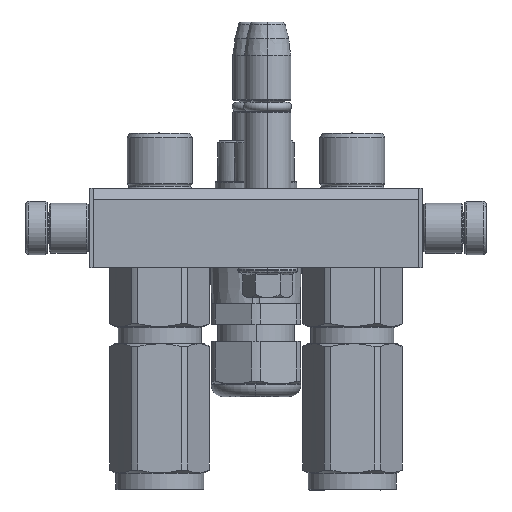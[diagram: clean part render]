
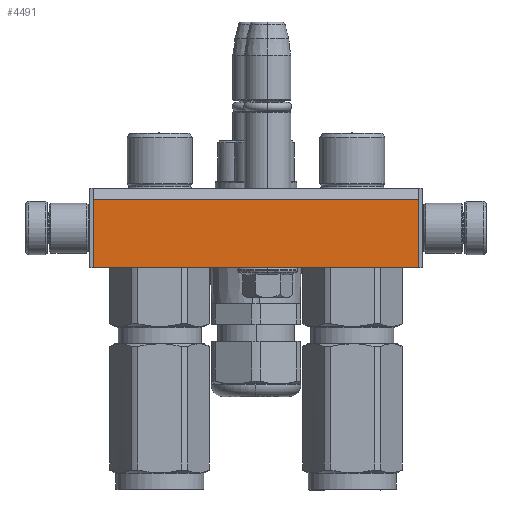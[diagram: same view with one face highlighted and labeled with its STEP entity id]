
A CAD part, left-side view. The second image highlights one B-rep face of the part: STEP entity #4491.
In plain terms, the highlighted face is planar.
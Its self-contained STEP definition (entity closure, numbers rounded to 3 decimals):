
#920 = VECTOR ( 'NONE', #35909, 1000. ) ;
#2075 = CARTESIAN_POINT ( 'NONE',  ( -20., 3.464, 24. ) ) ;
#3620 = ORIENTED_EDGE ( 'NONE', *, *, #27866, .T. ) ;
#4491 = ADVANCED_FACE ( 'NONE', ( #16258 ), #23400, .T. ) ;
#5097 = DIRECTION ( 'NONE',  ( 0., 0., 1. ) ) ;
#6312 = EDGE_CURVE ( 'NONE', #30241, #40792, #44554, .T. ) ;
#7332 = LINE ( 'NONE', #24869, #10817 ) ;
#9123 = CARTESIAN_POINT ( 'NONE',  ( -21., 0., 24. ) ) ;
#9509 = DIRECTION ( 'NONE',  ( 0., 1., 0. ) ) ;
#9616 = CARTESIAN_POINT ( 'NONE',  ( -20., 24., 24. ) ) ;
#10221 = VECTOR ( 'NONE', #33037, 1000. ) ;
#10817 = VECTOR ( 'NONE', #24549, 1000. ) ;
#11149 = CARTESIAN_POINT ( 'NONE',  ( -20., 3.464, 24. ) ) ;
#12471 = CARTESIAN_POINT ( 'NONE',  ( 78., 24., 24. ) ) ;
#12852 = CARTESIAN_POINT ( 'NONE',  ( -20., 3.464, 24. ) ) ;
#12869 = DIRECTION ( 'NONE',  ( 1., 0., 0. ) ) ;
#14475 = EDGE_CURVE ( 'NONE', #40792, #22425, #19502, .T. ) ;
#16258 = FACE_OUTER_BOUND ( 'NONE', #21549, .T. ) ;
#16438 = ORIENTED_EDGE ( 'NONE', *, *, #14475, .F. ) ;
#17785 = LINE ( 'NONE', #11149, #10221 ) ;
#17902 = ORIENTED_EDGE ( 'NONE', *, *, #18450, .T. ) ;
#18450 = EDGE_CURVE ( 'NONE', #30241, #30828, #17785, .T. ) ;
#19502 = LINE ( 'NONE', #9616, #920 ) ;
#21549 = EDGE_LOOP ( 'NONE', ( #16438, #36177, #17902, #3620 ) ) ;
#21979 = CARTESIAN_POINT ( 'NONE',  ( 78., 3.464, 24. ) ) ;
#22425 = VERTEX_POINT ( 'NONE', #12471 ) ;
#23400 = PLANE ( 'NONE',  #46089 ) ;
#24549 = DIRECTION ( 'NONE',  ( 0., 1., 0. ) ) ;
#24869 = CARTESIAN_POINT ( 'NONE',  ( 78., 3.464, 24. ) ) ;
#27866 = EDGE_CURVE ( 'NONE', #30828, #22425, #7332, .T. ) ;
#30241 = VERTEX_POINT ( 'NONE', #12852 ) ;
#30828 = VERTEX_POINT ( 'NONE', #21979 ) ;
#33037 = DIRECTION ( 'NONE',  ( 1., 0., 0. ) ) ;
#35873 = VECTOR ( 'NONE', #9509, 1000. ) ;
#35909 = DIRECTION ( 'NONE',  ( 1., 0., 0. ) ) ;
#36177 = ORIENTED_EDGE ( 'NONE', *, *, #6312, .F. ) ;
#40792 = VERTEX_POINT ( 'NONE', #43052 ) ;
#43052 = CARTESIAN_POINT ( 'NONE',  ( -20., 24., 24. ) ) ;
#44554 = LINE ( 'NONE', #2075, #35873 ) ;
#46089 = AXIS2_PLACEMENT_3D ( 'NONE', #9123, #5097, #12869 ) ;
